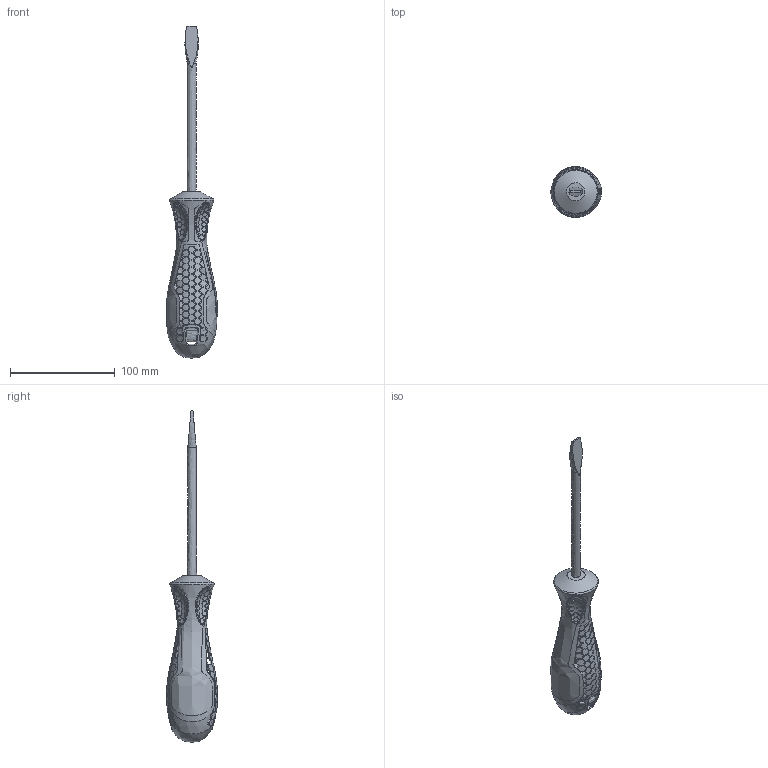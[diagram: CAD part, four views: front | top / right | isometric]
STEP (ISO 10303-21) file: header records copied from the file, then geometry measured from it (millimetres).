
FILE_DESCRIPTION(('FreeCAD Model'),'2;1');
FILE_NAME('Open CASCADE Shape Model','2025-05-05T05:39:18',('FreeCAD'),( 'FreeCAD'),'Open CASCADE STEP processor 7.6','FreeCAD','Unknown');
FILE_SCHEMA(('AUTOMOTIVE_DESIGN { 1 0 10303 214 1 1 1 1 }'));
Products named in the file (1): Open CASCADE STEP translator 7.6 1
Bounding box: 48.69 x 48.47 x 316.32 mm (x, y, z)
Volume: 184507.2 mm3; surface area: 64105.5 mm2
Topology: 5 solids, 5 shells, 1810 faces, 4987 edges, 3391 vertices
Faces by surface type: bspline 1810
Entity records: 67414 total; most frequent: CARTESIAN_POINT 37275, ORIENTED_EDGE 9972, EDGE_CURVE 4986, B_SPLINE_CURVE_WITH_KNOTS 4422, VERTEX_POINT 3391, FACE_BOUND 2017, EDGE_LOOP 2017, ADVANCED_FACE 1810
